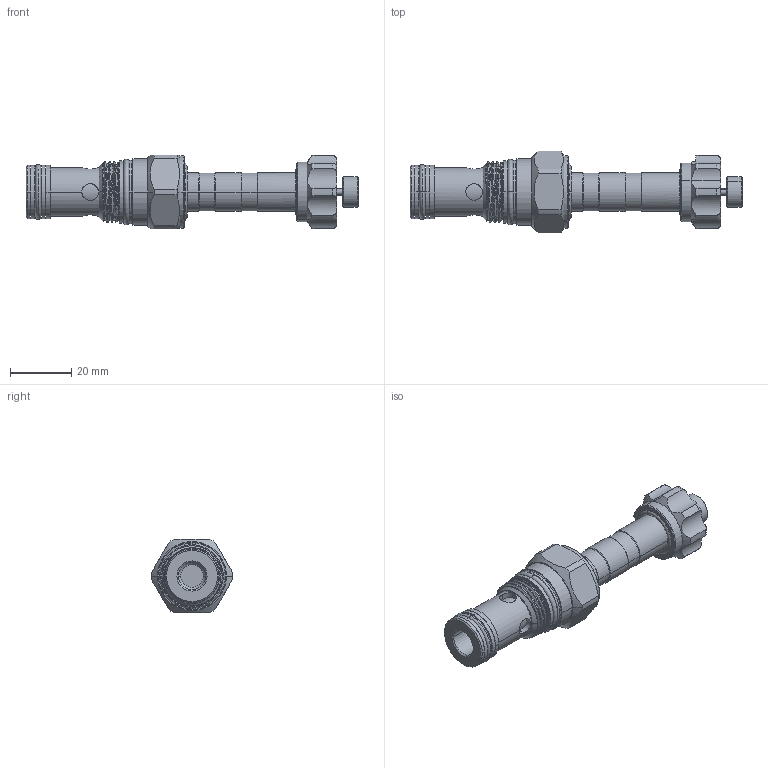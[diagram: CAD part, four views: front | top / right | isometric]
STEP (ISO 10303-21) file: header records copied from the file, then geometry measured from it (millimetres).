
FILE_DESCRIPTION (( 'STEP AP203' ), '1' );
FILE_NAME ('EP13A2A02P05.STEP', '2020-03-31T07:31:03', ( '' ), ( '' ), 'SwSTEP 2.0', 'SolidWorks 2018', '' );
FILE_SCHEMA (( 'CONFIG_CONTROL_DESIGN' ));
Length unit declared in the file: millimetre
Products named in the file (1): EP13A2A02P05
Bounding box: 108.15 x 26.7 x 24 mm (x, y, z)
Volume: 24105.2 mm3; surface area: 9817 mm2
Topology: 5 solids, 5 shells, 229 faces, 535 edges, 334 vertices
Faces by surface type: cylinder 118, cone 46, plane 34, torus 26, bspline 5
Entity records: 10099 total; most frequent: CARTESIAN_POINT 4772, DIRECTION 1152, ORIENTED_EDGE 1070, EDGE_CURVE 535, AXIS2_PLACEMENT_3D 493, VERTEX_POINT 334, CIRCLE 268, EDGE_LOOP 257
